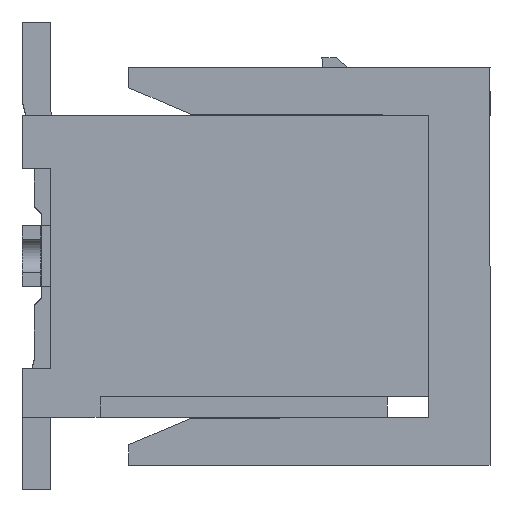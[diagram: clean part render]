
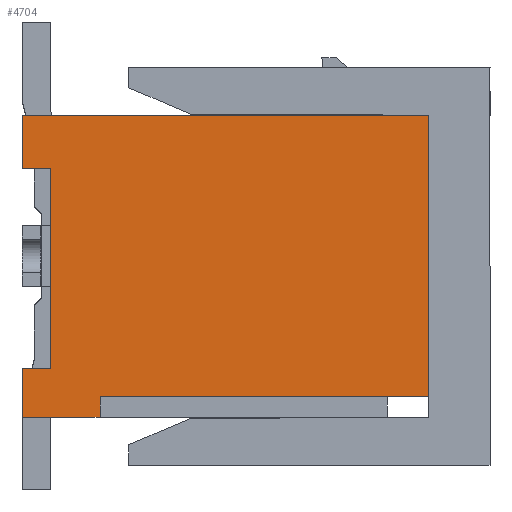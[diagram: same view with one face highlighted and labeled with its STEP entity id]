
A CAD part, left-side view. The second image highlights one B-rep face of the part: STEP entity #4704.
In plain terms, the highlighted planar face has unit normal (-1, 0, 0).
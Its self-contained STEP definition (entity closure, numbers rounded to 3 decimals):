
#475=ORIENTED_EDGE('',*,*,#1688,.F.);
#476=ORIENTED_EDGE('',*,*,#1686,.F.);
#477=ORIENTED_EDGE('',*,*,#1782,.F.);
#478=ORIENTED_EDGE('',*,*,#1783,.F.);
#479=ORIENTED_EDGE('',*,*,#1771,.T.);
#480=ORIENTED_EDGE('',*,*,#1519,.T.);
#481=ORIENTED_EDGE('',*,*,#1784,.T.);
#482=ORIENTED_EDGE('',*,*,#1654,.F.);
#483=ORIENTED_EDGE('',*,*,#1658,.F.);
#484=ORIENTED_EDGE('',*,*,#1599,.F.);
#1519=EDGE_CURVE('',#2206,#2205,#2659,.T.);
#1599=EDGE_CURVE('',#2279,#2280,#2735,.T.);
#1654=EDGE_CURVE('',#2329,#2330,#2790,.T.);
#1658=EDGE_CURVE('',#2280,#2329,#2794,.T.);
#1686=EDGE_CURVE('',#2353,#2347,#2822,.T.);
#1688=EDGE_CURVE('',#2347,#2279,#2823,.T.);
#1771=EDGE_CURVE('',#2414,#2206,#2906,.T.);
#1782=EDGE_CURVE('',#2419,#2353,#2917,.T.);
#1783=EDGE_CURVE('',#2414,#2419,#2918,.T.);
#1784=EDGE_CURVE('',#2205,#2330,#2919,.T.);
#2205=VERTEX_POINT('',#6711);
#2206=VERTEX_POINT('',#6713);
#2279=VERTEX_POINT('',#6873);
#2280=VERTEX_POINT('',#6875);
#2329=VERTEX_POINT('',#6984);
#2330=VERTEX_POINT('',#6986);
#2347=VERTEX_POINT('',#7034);
#2353=VERTEX_POINT('',#7046);
#2414=VERTEX_POINT('',#7201);
#2419=VERTEX_POINT('',#7219);
#2659=LINE('',#6712,#3321);
#2735=LINE('',#6874,#3397);
#2790=LINE('',#6985,#3452);
#2794=LINE('',#6992,#3456);
#2822=LINE('',#7047,#3484);
#2823=LINE('',#7050,#3485);
#2906=LINE('',#7200,#3568);
#2917=LINE('',#7220,#3579);
#2918=LINE('',#7222,#3580);
#2919=LINE('',#7223,#3581);
#3321=VECTOR('',#5460,1000.);
#3397=VECTOR('',#5560,1000.);
#3452=VECTOR('',#5627,1000.);
#3456=VECTOR('',#5633,1000.);
#3484=VECTOR('',#5671,1000.);
#3485=VECTOR('',#5676,1000.);
#3568=VECTOR('',#5773,1000.);
#3579=VECTOR('',#5790,1000.);
#3580=VECTOR('',#5793,1000.);
#3581=VECTOR('',#5794,1000.);
#3982=EDGE_LOOP('',(#475,#476,#477,#478,#479,#480,#481,#482,#483,#484));
#4238=FACE_BOUND('',#3982,.T.);
#4478=PLANE('',#5166);
#4704=ADVANCED_FACE('',(#4238),#4478,.T.);
#5166=AXIS2_PLACEMENT_3D('',#7221,#5791,#5792);
#5460=DIRECTION('',(0.,0.,1.));
#5560=DIRECTION('',(0.,0.,1.));
#5627=DIRECTION('',(0.,0.,1.));
#5633=DIRECTION('',(0.,1.,0.));
#5671=DIRECTION('',(0.,0.,1.));
#5676=DIRECTION('',(0.,-1.,0.));
#5773=DIRECTION('',(0.,-1.,0.));
#5790=DIRECTION('',(0.,1.,0.));
#5791=DIRECTION('',(-1.,0.,0.));
#5792=DIRECTION('',(0.,0.,1.));
#5793=DIRECTION('',(0.,0.,-1.));
#5794=DIRECTION('',(0.,1.,0.));
#6711=CARTESIAN_POINT('',(-4.85,-4.95,3.68));
#6712=CARTESIAN_POINT('',(-4.85,-4.95,-3.68));
#6713=CARTESIAN_POINT('',(-4.85,-4.95,-3.18));
#6873=CARTESIAN_POINT('',(-4.85,4.25,-2.48));
#6874=CARTESIAN_POINT('',(-4.85,4.25,-2.48));
#6875=CARTESIAN_POINT('',(-4.85,4.25,2.37));
#6984=CARTESIAN_POINT('',(-4.85,4.95,2.37));
#6985=CARTESIAN_POINT('',(-4.85,4.95,-3.68));
#6986=CARTESIAN_POINT('',(-4.85,4.95,3.68));
#6992=CARTESIAN_POINT('',(-4.85,4.25,2.37));
#7034=CARTESIAN_POINT('',(-4.85,4.95,-2.48));
#7046=CARTESIAN_POINT('',(-4.85,4.95,-3.68));
#7047=CARTESIAN_POINT('',(-4.85,4.95,-3.68));
#7050=CARTESIAN_POINT('',(-4.85,4.95,-2.48));
#7200=CARTESIAN_POINT('',(-4.85,-4.95,-3.18));
#7201=CARTESIAN_POINT('',(-4.85,3.05,-3.18));
#7219=CARTESIAN_POINT('',(-4.85,3.05,-3.68));
#7220=CARTESIAN_POINT('',(-4.85,-4.95,-3.68));
#7221=CARTESIAN_POINT('',(-4.85,-4.95,-3.68));
#7222=CARTESIAN_POINT('',(-4.85,3.05,-3.18));
#7223=CARTESIAN_POINT('',(-4.85,-4.95,3.68));
